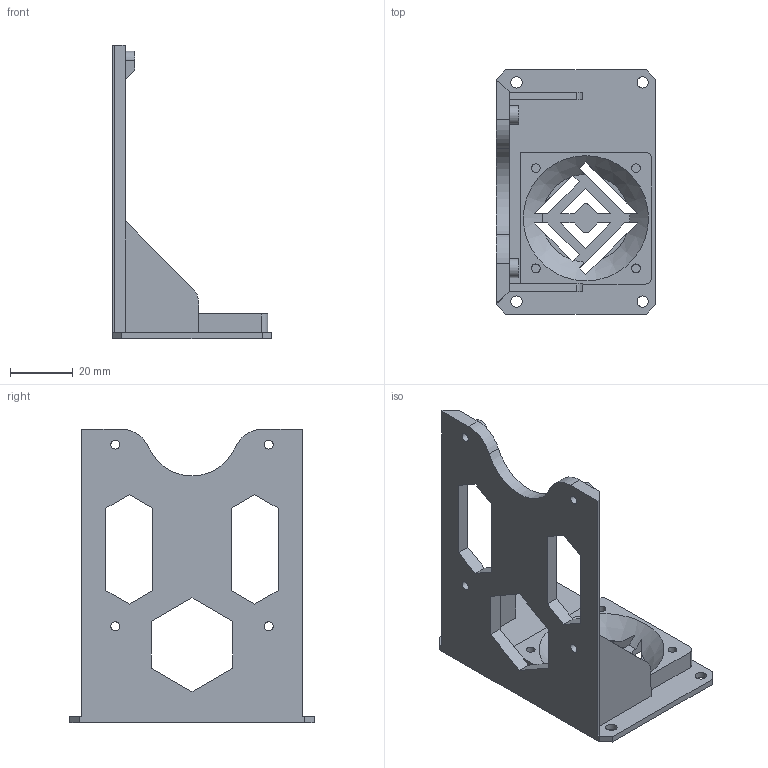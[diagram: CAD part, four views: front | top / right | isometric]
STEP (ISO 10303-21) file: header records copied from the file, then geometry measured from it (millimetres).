
FILE_DESCRIPTION(/* description */ (''),/* implementation_level */ '2;1');
FILE_NAME(/* name */ 'CPU Tray - RPi with Fan.step',/* time_stamp */ '2022-10-25T10:46:36-05:00',/* author */ (''),/* organization */ (''),/* preprocessor_version */ 'ST-DEVELOPER v19.2',/* originating_system */ 'Autodesk Translation Framework v11.17.0.187',/* authorisation */ '');
FILE_SCHEMA (('AUTOMOTIVE_DESIGN { 1 0 10303 214 3 1 1 }'));
Length unit declared in the file: millimetre
Products named in the file (1): CPU Tray - RPi with Fan and SPI
Bounding box: 51 x 78 x 93.9 mm (x, y, z)
Volume: 33122.4 mm3; surface area: 22983.4 mm2
Topology: 1 solids, 1 shells, 127 faces, 357 edges, 237 vertices
Faces by surface type: plane 101, cylinder 25, cone 1
Full cylindrical faces by diameter (mm): 2.8 x8, 3.6 x4
Entity records: 4157 total; most frequent: CARTESIAN_POINT 758, ORIENTED_EDGE 714, DIRECTION 655, EDGE_CURVE 357, LINE 279, VECTOR 279, VERTEX_POINT 237, AXIS2_PLACEMENT_3D 188
